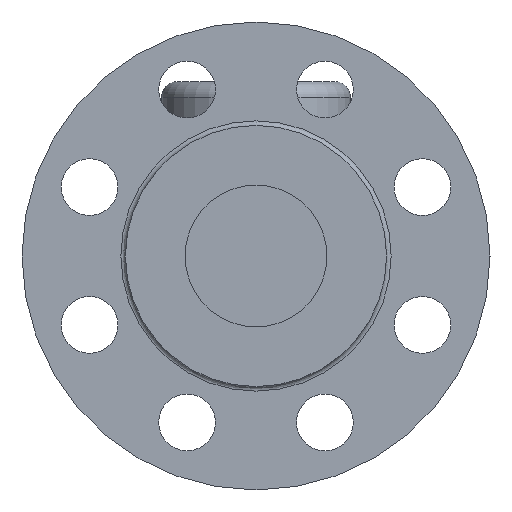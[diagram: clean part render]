
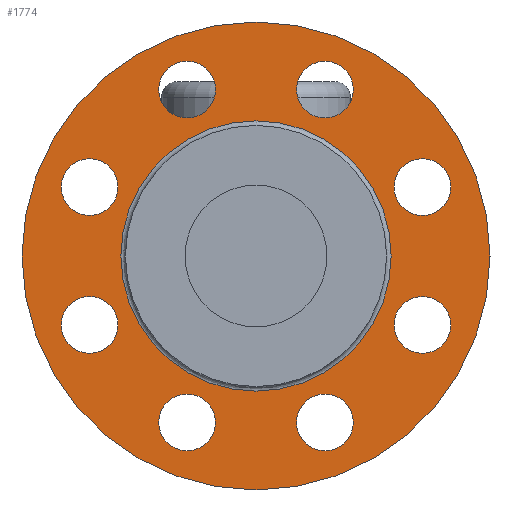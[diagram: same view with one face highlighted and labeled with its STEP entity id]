
A CAD part, left-side view. The second image highlights one B-rep face of the part: STEP entity #1774.
In plain terms, the highlighted planar face has unit normal (-1, 0, 0).
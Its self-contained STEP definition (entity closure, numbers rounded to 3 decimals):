
#1547=CARTESIAN_POINT('',(-108.4,0.0,82.5));
#1548=VERTEX_POINT('',#1547);
#1549=CARTESIAN_POINT('',(-108.4,0.0,0.));
#1550=DIRECTION('',(-1.0,0.0,0.0));
#1551=DIRECTION('',(0.0,0.0,1.0));
#1552=AXIS2_PLACEMENT_3D('',#1549,#1550,#1551);
#1553=CIRCLE('',#1552,82.5);
#1554=EDGE_CURVE('',#1548,#1548,#1553,.T.);
#1652=CARTESIAN_POINT('',(-108.4,0.0,47.65));
#1653=VERTEX_POINT('',#1652);
#1654=CARTESIAN_POINT('',(-108.4,0.0,0.));
#1655=DIRECTION('',(-1.0,0.0,0.0));
#1656=DIRECTION('',(0.0,0.0,-1.0));
#1657=AXIS2_PLACEMENT_3D('',#1654,#1655,#1656);
#1658=CIRCLE('',#1657,47.65);
#1659=EDGE_CURVE('',#1653,#1653,#1658,.T.);
#1675=CARTESIAN_POINT('',(-108.4,0.0,64.275));
#1676=DIRECTION('',(-1.0,0.0,0.0));
#1677=DIRECTION('',(0.0,0.0,1.0));
#1678=AXIS2_PLACEMENT_3D('',#1675,#1676,#1677);
#1679=PLANE('',#1678);
#1680=ORIENTED_EDGE('',*,*,#1554,.T.);
#1681=EDGE_LOOP('',(#1680));
#1682=FACE_OUTER_BOUND('',#1681,.T.);
#1683=CARTESIAN_POINT('',(-108.4,24.3,68.666));
#1684=VERTEX_POINT('',#1683);
#1685=CARTESIAN_POINT('',(-108.4,24.3,58.666));
#1686=DIRECTION('',(1.0,0.0,0.0));
#1687=DIRECTION('',(0.0,0.0,1.0));
#1688=AXIS2_PLACEMENT_3D('',#1685,#1686,#1687);
#1689=CIRCLE('',#1688,10.0);
#1690=EDGE_CURVE('',#1684,#1684,#1689,.T.);
#1691=ORIENTED_EDGE('',*,*,#1690,.T.);
#1692=EDGE_LOOP('',(#1691));
#1693=FACE_BOUND('',#1692,.T.);
#1694=CARTESIAN_POINT('',(-108.4,65.737,31.371));
#1695=VERTEX_POINT('',#1694);
#1696=CARTESIAN_POINT('',(-108.4,58.666,24.3));
#1697=DIRECTION('',(1.0,0.,0.));
#1698=DIRECTION('',(0.,0.707,0.707));
#1699=AXIS2_PLACEMENT_3D('',#1696,#1697,#1698);
#1700=CIRCLE('',#1699,10.0);
#1701=EDGE_CURVE('',#1695,#1695,#1700,.T.);
#1702=ORIENTED_EDGE('',*,*,#1701,.T.);
#1703=EDGE_LOOP('',(#1702));
#1704=FACE_BOUND('',#1703,.T.);
#1705=CARTESIAN_POINT('',(-108.4,68.666,-24.3));
#1706=VERTEX_POINT('',#1705);
#1707=CARTESIAN_POINT('',(-108.4,58.666,-24.3));
#1708=DIRECTION('',(1.0,0.0,0.0));
#1709=DIRECTION('',(0.0,1.0,0.0));
#1710=AXIS2_PLACEMENT_3D('',#1707,#1708,#1709);
#1711=CIRCLE('',#1710,10.0);
#1712=EDGE_CURVE('',#1706,#1706,#1711,.T.);
#1713=ORIENTED_EDGE('',*,*,#1712,.T.);
#1714=EDGE_LOOP('',(#1713));
#1715=FACE_BOUND('',#1714,.T.);
#1716=CARTESIAN_POINT('',(-108.4,31.371,-65.737));
#1717=VERTEX_POINT('',#1716);
#1718=CARTESIAN_POINT('',(-108.4,24.3,-58.666));
#1719=DIRECTION('',(1.0,0.,0.));
#1720=DIRECTION('',(0.,0.707,-0.707));
#1721=AXIS2_PLACEMENT_3D('',#1718,#1719,#1720);
#1722=CIRCLE('',#1721,10.0);
#1723=EDGE_CURVE('',#1717,#1717,#1722,.T.);
#1724=ORIENTED_EDGE('',*,*,#1723,.T.);
#1725=EDGE_LOOP('',(#1724));
#1726=FACE_BOUND('',#1725,.T.);
#1727=CARTESIAN_POINT('',(-108.4,-24.3,-68.666));
#1728=VERTEX_POINT('',#1727);
#1729=CARTESIAN_POINT('',(-108.4,-24.3,-58.666));
#1730=DIRECTION('',(1.0,0.0,0.0));
#1731=DIRECTION('',(0.0,0.0,-1.0));
#1732=AXIS2_PLACEMENT_3D('',#1729,#1730,#1731);
#1733=CIRCLE('',#1732,10.0);
#1734=EDGE_CURVE('',#1728,#1728,#1733,.T.);
#1735=ORIENTED_EDGE('',*,*,#1734,.T.);
#1736=EDGE_LOOP('',(#1735));
#1737=FACE_BOUND('',#1736,.T.);
#1738=CARTESIAN_POINT('',(-108.4,-65.737,-31.371));
#1739=VERTEX_POINT('',#1738);
#1740=CARTESIAN_POINT('',(-108.4,-58.666,-24.3));
#1741=DIRECTION('',(1.0,0.,0.));
#1742=DIRECTION('',(0.,-0.707,-0.707));
#1743=AXIS2_PLACEMENT_3D('',#1740,#1741,#1742);
#1744=CIRCLE('',#1743,10.0);
#1745=EDGE_CURVE('',#1739,#1739,#1744,.T.);
#1746=ORIENTED_EDGE('',*,*,#1745,.T.);
#1747=EDGE_LOOP('',(#1746));
#1748=FACE_BOUND('',#1747,.T.);
#1749=CARTESIAN_POINT('',(-108.4,-68.666,24.3));
#1750=VERTEX_POINT('',#1749);
#1751=CARTESIAN_POINT('',(-108.4,-58.666,24.3));
#1752=DIRECTION('',(1.0,0.0,0.0));
#1753=DIRECTION('',(0.0,-1.0,0.0));
#1754=AXIS2_PLACEMENT_3D('',#1751,#1752,#1753);
#1755=CIRCLE('',#1754,10.0);
#1756=EDGE_CURVE('',#1750,#1750,#1755,.T.);
#1757=ORIENTED_EDGE('',*,*,#1756,.T.);
#1758=EDGE_LOOP('',(#1757));
#1759=FACE_BOUND('',#1758,.T.);
#1760=CARTESIAN_POINT('',(-108.4,-31.371,65.737));
#1761=VERTEX_POINT('',#1760);
#1762=CARTESIAN_POINT('',(-108.4,-24.3,58.666));
#1763=DIRECTION('',(1.0,0.,0.));
#1764=DIRECTION('',(0.,-0.707,0.707));
#1765=AXIS2_PLACEMENT_3D('',#1762,#1763,#1764);
#1766=CIRCLE('',#1765,10.0);
#1767=EDGE_CURVE('',#1761,#1761,#1766,.T.);
#1768=ORIENTED_EDGE('',*,*,#1767,.T.);
#1769=EDGE_LOOP('',(#1768));
#1770=FACE_BOUND('',#1769,.T.);
#1771=ORIENTED_EDGE('',*,*,#1659,.F.);
#1772=EDGE_LOOP('',(#1771));
#1773=FACE_BOUND('',#1772,.T.);
#1774=ADVANCED_FACE('',(#1682,#1693,#1704,#1715,#1726,#1737,#1748,#1759,#1770,#1773),#1679,.T.);
